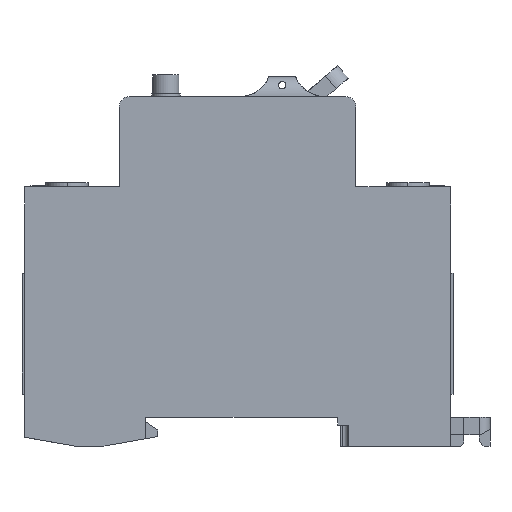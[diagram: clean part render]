
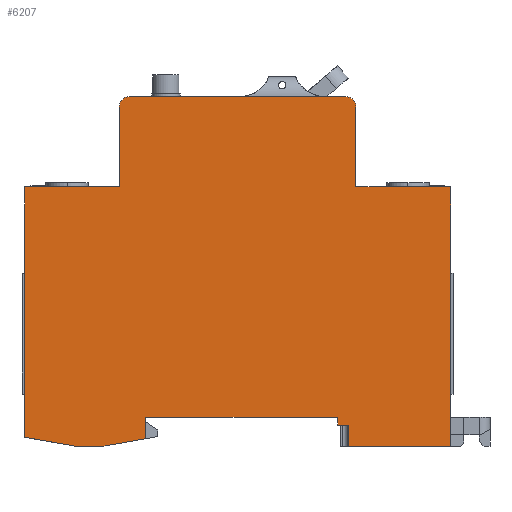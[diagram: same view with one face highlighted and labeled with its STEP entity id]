
A CAD part, left-side view. The second image highlights one B-rep face of the part: STEP entity #6207.
In plain terms, the highlighted planar face has unit normal (-1, 0, 0).
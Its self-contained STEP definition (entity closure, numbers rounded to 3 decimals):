
#2=DIRECTION('',(0.,1.,0.));
#3=VECTOR('',#2,16.008);
#4=CARTESIAN_POINT('',(-36.,-16.495,33.25));
#5=LINE('',#4,#3);
#6=DIRECTION('',(0.,-1.,0.));
#7=VECTOR('',#6,4.005);
#8=CARTESIAN_POINT('',(-36.,-16.495,33.25));
#9=LINE('',#8,#7);
#10=CARTESIAN_POINT('',(-36.,-20.5,31.25));
#11=DIRECTION('',(1.,0.,0.));
#12=DIRECTION('',(0.,0.,1.));
#13=AXIS2_PLACEMENT_3D('',#10,#11,#12);
#15=DIRECTION('',(0.,0.,-1.));
#16=VECTOR('',#15,15.2);
#17=CARTESIAN_POINT('',(-36.,-22.5,31.25));
#18=LINE('',#17,#16);
#19=DIRECTION('',(0.,-1.,0.));
#20=VECTOR('',#19,18.);
#21=CARTESIAN_POINT('',(-36.,-22.5,16.05));
#22=LINE('',#21,#20);
#23=DIRECTION('',(0.,0.,-1.));
#24=VECTOR('',#23,49.3);
#25=CARTESIAN_POINT('',(-36.,-40.5,16.05));
#26=LINE('',#25,#24);
#27=DIRECTION('',(0.,1.,0.));
#28=VECTOR('',#27,19.5);
#29=CARTESIAN_POINT('',(-36.,-40.5,-33.25));
#30=LINE('',#29,#28);
#31=DIRECTION('',(0.,1.,0.));
#32=VECTOR('',#31,2.);
#33=CARTESIAN_POINT('',(-36.,-21.,-29.25));
#34=LINE('',#33,#32);
#35=DIRECTION('',(0.,0.,-1.));
#36=VECTOR('',#35,1.5);
#37=CARTESIAN_POINT('',(-36.,-19.,-27.75));
#38=LINE('',#37,#36);
#39=DIRECTION('',(0.,0.985,-0.174));
#40=VECTOR('',#39,8.225);
#41=CARTESIAN_POINT('',(-36.,17.5,-31.822));
#42=LINE('',#41,#40);
#43=DIRECTION('',(0.,1.,0.));
#44=VECTOR('',#43,5.2);
#45=CARTESIAN_POINT('',(-36.,25.6,-33.25));
#46=LINE('',#45,#44);
#47=DIRECTION('',(0.,0.985,0.174));
#48=VECTOR('',#47,9.85);
#49=CARTESIAN_POINT('',(-36.,30.8,-33.25));
#50=LINE('',#49,#48);
#51=DIRECTION('',(0.,0.,1.));
#52=VECTOR('',#51,47.59);
#53=CARTESIAN_POINT('',(-36.,40.5,-31.54));
#54=LINE('',#53,#52);
#55=DIRECTION('',(0.,-1.,0.));
#56=VECTOR('',#55,18.);
#57=CARTESIAN_POINT('',(-36.,40.5,16.05));
#58=LINE('',#57,#56);
#59=DIRECTION('',(0.,0.,1.));
#60=VECTOR('',#59,15.2);
#61=CARTESIAN_POINT('',(-36.,22.5,16.05));
#62=LINE('',#61,#60);
#63=CARTESIAN_POINT('',(-36.,20.5,31.25));
#64=DIRECTION('',(1.,0.,0.));
#65=DIRECTION('',(0.,1.,0.));
#66=AXIS2_PLACEMENT_3D('',#63,#64,#65);
#68=DIRECTION('',(0.,-1.,0.));
#69=VECTOR('',#68,20.987);
#70=CARTESIAN_POINT('',(-36.,20.5,33.25));
#71=LINE('',#70,#69);
#1962=DIRECTION('',(0.,-1.,0.));
#1963=VECTOR('',#1962,36.5);
#1964=CARTESIAN_POINT('',(-36.,17.5,-27.75));
#1965=LINE('',#1964,#1963);
#2014=DIRECTION('',(0.,0.,-1.));
#2015=VECTOR('',#2014,4.);
#2016=CARTESIAN_POINT('',(-36.,-21.,-29.25));
#2017=LINE('',#2016,#2015);
#3843=DIRECTION('',(0.,0.,1.));
#3844=VECTOR('',#3843,4.072);
#3845=CARTESIAN_POINT('',(-36.,17.5,-31.822));
#3846=LINE('',#3845,#3844);
#4688=CARTESIAN_POINT('',(-36.,40.5,16.05));
#4689=CARTESIAN_POINT('',(-36.,22.5,16.05));
#4690=VERTEX_POINT('',#4688);
#4691=VERTEX_POINT('',#4689);
#4692=CARTESIAN_POINT('',(-36.,22.5,31.25));
#4693=VERTEX_POINT('',#4692);
#4694=CARTESIAN_POINT('',(-36.,20.5,33.25));
#4695=VERTEX_POINT('',#4694);
#4696=CARTESIAN_POINT('',(-36.,-20.5,33.25));
#4697=CARTESIAN_POINT('',(-36.,-22.5,31.25));
#4698=VERTEX_POINT('',#4696);
#4699=VERTEX_POINT('',#4697);
#4700=CARTESIAN_POINT('',(-36.,-22.5,16.05));
#4701=VERTEX_POINT('',#4700);
#4702=CARTESIAN_POINT('',(-36.,-40.5,16.05));
#4703=VERTEX_POINT('',#4702);
#4704=CARTESIAN_POINT('',(-36.,-40.5,-33.25));
#4705=VERTEX_POINT('',#4704);
#4706=CARTESIAN_POINT('',(-36.,25.6,-33.25));
#4707=CARTESIAN_POINT('',(-36.,30.8,-33.25));
#4708=VERTEX_POINT('',#4706);
#4709=VERTEX_POINT('',#4707);
#4710=CARTESIAN_POINT('',(-36.,40.5,-31.54));
#4711=VERTEX_POINT('',#4710);
#4942=CARTESIAN_POINT('',(-36.,17.5,-31.822));
#4943=VERTEX_POINT('',#4942);
#4946=CARTESIAN_POINT('',(-36.,17.5,-27.75));
#4947=VERTEX_POINT('',#4946);
#4948=CARTESIAN_POINT('',(-36.,-19.,-27.75));
#4949=CARTESIAN_POINT('',(-36.,-19.,-29.25));
#4950=VERTEX_POINT('',#4948);
#4951=VERTEX_POINT('',#4949);
#4956=CARTESIAN_POINT('',(-36.,-21.,-33.25));
#4957=VERTEX_POINT('',#4956);
#4958=CARTESIAN_POINT('',(-36.,-21.,-29.25));
#4959=VERTEX_POINT('',#4958);
#5436=CARTESIAN_POINT('',(-36.,-16.495,33.25));
#5437=CARTESIAN_POINT('',(-36.,-0.487,33.25));
#5438=VERTEX_POINT('',#5436);
#5439=VERTEX_POINT('',#5437);
#6160=CARTESIAN_POINT('',(-36.,0.,0.));
#6161=DIRECTION('',(1.,0.,0.));
#6162=DIRECTION('',(0.,0.,-1.));
#6163=AXIS2_PLACEMENT_3D('',#6160,#6161,#6162);
#6164=PLANE('',#6163);
#6166=ORIENTED_EDGE('',*,*,#6165,.F.);
#6168=ORIENTED_EDGE('',*,*,#6167,.T.);
#6170=ORIENTED_EDGE('',*,*,#6169,.T.);
#6172=ORIENTED_EDGE('',*,*,#6171,.T.);
#6174=ORIENTED_EDGE('',*,*,#6173,.T.);
#6176=ORIENTED_EDGE('',*,*,#6175,.T.);
#6178=ORIENTED_EDGE('',*,*,#6177,.T.);
#6180=ORIENTED_EDGE('',*,*,#6179,.F.);
#6182=ORIENTED_EDGE('',*,*,#6181,.T.);
#6184=ORIENTED_EDGE('',*,*,#6183,.F.);
#6186=ORIENTED_EDGE('',*,*,#6185,.F.);
#6188=ORIENTED_EDGE('',*,*,#6187,.F.);
#6190=ORIENTED_EDGE('',*,*,#6189,.T.);
#6192=ORIENTED_EDGE('',*,*,#6191,.T.);
#6194=ORIENTED_EDGE('',*,*,#6193,.T.);
#6196=ORIENTED_EDGE('',*,*,#6195,.T.);
#6198=ORIENTED_EDGE('',*,*,#6197,.T.);
#6200=ORIENTED_EDGE('',*,*,#6199,.T.);
#6202=ORIENTED_EDGE('',*,*,#6201,.T.);
#6204=ORIENTED_EDGE('',*,*,#6203,.T.);
#6205=EDGE_LOOP('',(#6166,#6168,#6170,#6172,#6174,#6176,#6178,#6180,#6182,#6184,
#6186,#6188,#6190,#6192,#6194,#6196,#6198,#6200,#6202,#6204));
#6206=FACE_OUTER_BOUND('',#6205,.F.);
#6207=ADVANCED_FACE('',(#6206),#6164,.F.);
#14=CIRCLE('',#13,2.);
#67=CIRCLE('',#66,2.);
#6165=EDGE_CURVE('',#5438,#5439,#5,.T.);
#6167=EDGE_CURVE('',#5438,#4698,#9,.T.);
#6169=EDGE_CURVE('',#4698,#4699,#14,.T.);
#6171=EDGE_CURVE('',#4699,#4701,#18,.T.);
#6173=EDGE_CURVE('',#4701,#4703,#22,.T.);
#6175=EDGE_CURVE('',#4703,#4705,#26,.T.);
#6177=EDGE_CURVE('',#4705,#4957,#30,.T.);
#6179=EDGE_CURVE('',#4959,#4957,#2017,.T.);
#6181=EDGE_CURVE('',#4959,#4951,#34,.T.);
#6183=EDGE_CURVE('',#4950,#4951,#38,.T.);
#6185=EDGE_CURVE('',#4947,#4950,#1965,.T.);
#6187=EDGE_CURVE('',#4943,#4947,#3846,.T.);
#6189=EDGE_CURVE('',#4943,#4708,#42,.T.);
#6191=EDGE_CURVE('',#4708,#4709,#46,.T.);
#6193=EDGE_CURVE('',#4709,#4711,#50,.T.);
#6195=EDGE_CURVE('',#4711,#4690,#54,.T.);
#6197=EDGE_CURVE('',#4690,#4691,#58,.T.);
#6199=EDGE_CURVE('',#4691,#4693,#62,.T.);
#6201=EDGE_CURVE('',#4693,#4695,#67,.T.);
#6203=EDGE_CURVE('',#4695,#5439,#71,.T.);
